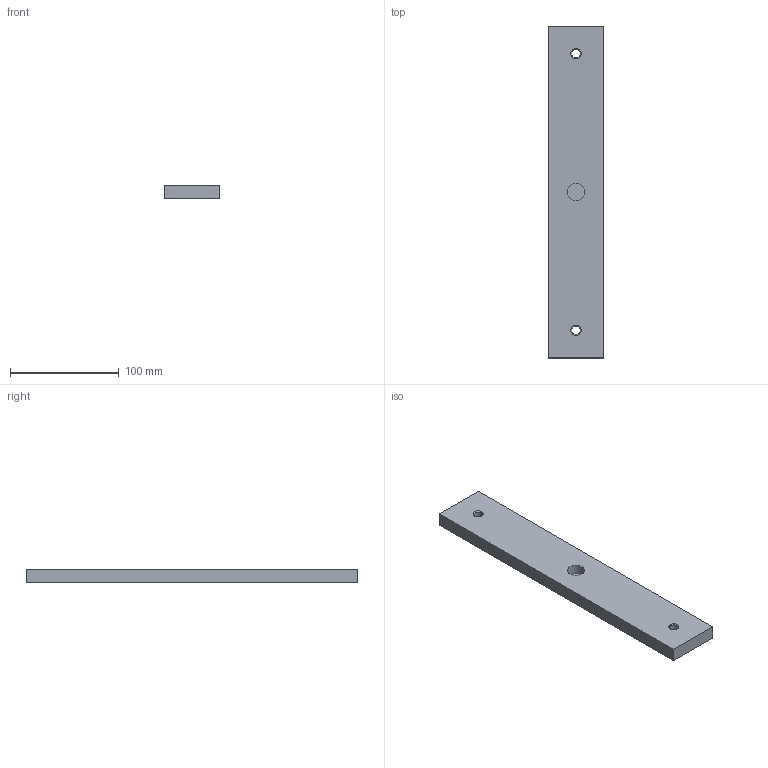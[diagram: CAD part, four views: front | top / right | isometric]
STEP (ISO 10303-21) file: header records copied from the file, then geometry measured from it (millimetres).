
FILE_DESCRIPTION (( 'STEP AP214' ), '1' );
FILE_NAME ('D1300229-v1 aLIGO Pcal Tooling, Periscope Support Foot.STEP', '2013-03-13T14:30:28', ( 'ligo' ), ( 'Microsoft' ), 'SwSTEP 2.0', 'SolidWorks 2013', '' );
FILE_SCHEMA (( 'AUTOMOTIVE_DESIGN' ));
Length unit declared in the file: inch
Products named in the file (1): D1300229-v1 aLIGO Pcal Tooling, Periscope Support Foot
Bounding box: 50.8 x 304.8 x 12.7 mm (x, y, z)
Volume: 193458.5 mm3; surface area: 40867.3 mm2
Topology: 1 solids, 1 shells, 21 faces, 46 edges, 28 vertices
Faces by surface type: cone 8, plane 7, cylinder 6
Entity records: 624 total; most frequent: DIRECTION 110, CARTESIAN_POINT 96, ORIENTED_EDGE 92, EDGE_CURVE 46, AXIS2_PLACEMENT_3D 42, VERTEX_POINT 28, LINE 26, VECTOR 26
